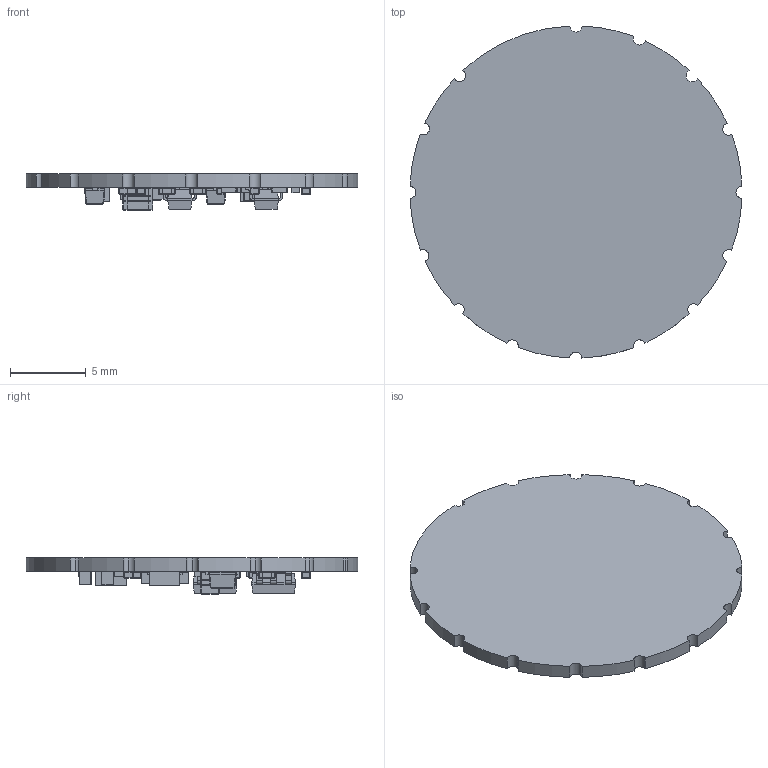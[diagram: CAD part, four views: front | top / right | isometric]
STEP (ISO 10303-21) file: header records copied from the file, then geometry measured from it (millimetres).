
FILE_DESCRIPTION(('Open CASCADE Model'),'2;1');
FILE_NAME('Open CASCADE Shape Model','2019-05-24T09:34:59',('Author'),( 'Open CASCADE'),'Open CASCADE STEP processor 6.8','Open CASCADE 6.8' ,'Unknown');
FILE_SCHEMA(('AUTOMOTIVE_DESIGN { 1 0 10303 214 1 1 1 1 }'));
Length unit declared in the file: millimetre
Products named in the file (107): PCB; Board; Open CASCADE STEP translator 6.8 5.1.1; Open CASCADE STEP translator 6.8 5.1.1.1; D2; 6719856592; Body; Open_CASCADE_STEP_translator_6.8_11.1.1; lead; R14; 6283792032; Mid_Body; Terminal; Open_CASCADE_STEP_translator_6.8_3.2.1; Mark; U4; DFN-10-3x3-0_5; User_Library-My-DFN-10-3x3-0.5_Part_13; User_Library-My-DFN-10-3x3-0.5_Body; User_Library-My-DFN-10-3x3-0.5_14; User_Library-My-DFN-10-3x3-0.5_13; User_Library-My-DFN-10-3x3-0.5_2; User_Library-My-DFN-10-3x3-0.5_1; User_Library-My-DFN-10-3x3-0.5_11; User_Library-My-DFN-10-3x3-0.5_3; User_Library-My-DFN-10-3x3-0.5_12; User_Library-My-DFN-10-3x3-0.5_4; User_Library-My-DFN-10-3x3-0.5_10; User_Library-My-DFN-10-3x3-0.5_5; User_Library-My-DFN-10-3x3-0.5_TP; R10; 6283791952; R9; R7; 6575815104; R6; 6575752432; R5; R4; R3 ...
Assembly tree (132 placements, depth 5):
  PCB
    Board
      Open CASCADE STEP translator 6.8 5.1.1
        Open CASCADE STEP translator 6.8 5.1.1.1
    D2
      6719856592
        Body
          Open_CASCADE_STEP_translator_6.8_11.1.1
        lead  x2
    R14
      6283792032
        Mid_Body
        Terminal  x2
          Open_CASCADE_STEP_translator_6.8_3.2.1
        Mark
    U4
      DFN-10-3x3-0_5
        User_Library-My-DFN-10-3x3-0.5_Part_13
        User_Library-My-DFN-10-3x3-0.5_Body
        User_Library-My-DFN-10-3x3-0.5_14
        User_Library-My-DFN-10-3x3-0.5_13
        User_Library-My-DFN-10-3x3-0.5_2
        User_Library-My-DFN-10-3x3-0.5_1
        User_Library-My-DFN-10-3x3-0.5_11
        User_Library-My-DFN-10-3x3-0.5_3
        User_Library-My-DFN-10-3x3-0.5_12
        User_Library-My-DFN-10-3x3-0.5_4
        User_Library-My-DFN-10-3x3-0.5_10
        User_Library-My-DFN-10-3x3-0.5_5
        User_Library-My-DFN-10-3x3-0.5_TP
    R10
      6283791952
        Mid_Body
        Terminal  x2
          Open_CASCADE_STEP_translator_6.8_3.2.1
        Mark
    R9
      6283791952
        Mid_Body
        Terminal  x2
          Open_CASCADE_STEP_translator_6.8_3.2.1
        Mark
    R7
      6575815104
        Mid_Body
        Terminal  x2
          Open_CASCADE_STEP_translator_6.8_3.2.1
        Mark
    R6
      6575752432
        Mid_Body
        Terminal  x2
          Open_CASCADE_STEP_translator_6.8_3.2.1
        Mark
    R5
      6575752432
        Mid_Body
        Terminal  x2
          Open_CASCADE_STEP_translator_6.8_3.2.1
        Mark
Bounding box: 21.99 x 21.99 x 2.39 mm (x, y, z)
Volume: 380.6 mm3; surface area: 1104.6 mm2
Topology: 115 solids, 115 shells, 1653 faces, 3803 edges, 2266 vertices
Faces by surface type: plane 1065, cylinder 440, sphere 116, bspline 32
Entity records: 24142 total; most frequent: CARTESIAN_POINT 3992, DIRECTION 3719, ORIENTED_EDGE 3256, EDGE_CURVE 1628, AXIS2_PLACEMENT_3D 1259, LINE 1201, VECTOR 1201, VERTEX_POINT 1008
